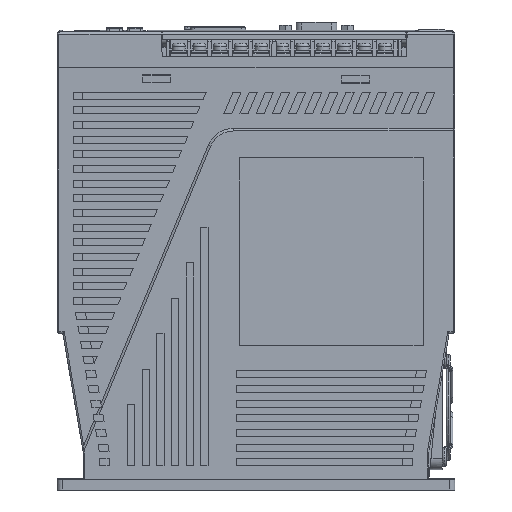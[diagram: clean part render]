
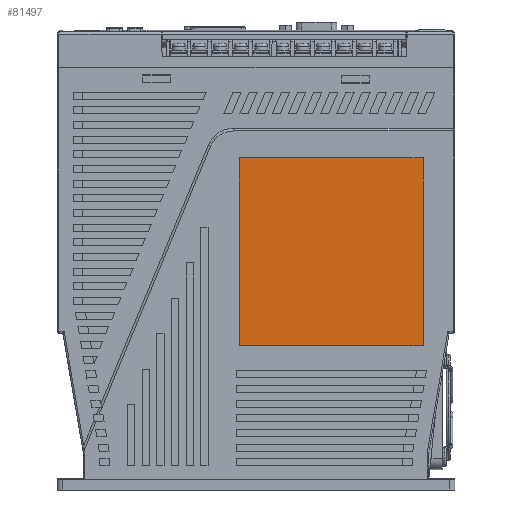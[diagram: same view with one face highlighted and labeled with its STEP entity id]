
A CAD part, front view. The second image highlights one B-rep face of the part: STEP entity #81497.
In plain terms, the highlighted planar face has unit normal (0, -1, 0).
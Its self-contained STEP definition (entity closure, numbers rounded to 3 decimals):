
#20762=DIRECTION('',(0.,0.,-1.));
#20763=VECTOR('',#20762,75.6);
#20764=CARTESIAN_POINT('',(-6.8,-17.3,59.6));
#20765=LINE('',#20764,#20763);
#20770=DIRECTION('',(-1.,0.,0.));
#20771=VECTOR('',#20770,74.);
#20772=CARTESIAN_POINT('',(67.2,-17.3,59.6));
#20773=LINE('',#20772,#20771);
#20778=DIRECTION('',(0.,0.,1.));
#20779=VECTOR('',#20778,75.6);
#20780=CARTESIAN_POINT('',(67.2,-17.3,-16.));
#20781=LINE('',#20780,#20779);
#20786=DIRECTION('',(1.,0.,0.));
#20787=VECTOR('',#20786,74.);
#20788=CARTESIAN_POINT('',(-6.8,-17.3,-16.));
#20789=LINE('',#20788,#20787);
#47773=CARTESIAN_POINT('',(-6.8,-17.3,59.6));
#47774=VERTEX_POINT('',#47773);
#47775=CARTESIAN_POINT('',(-6.8,-17.3,-16.));
#47776=VERTEX_POINT('',#47775);
#47777=CARTESIAN_POINT('',(67.2,-17.3,59.6));
#47778=VERTEX_POINT('',#47777);
#47779=CARTESIAN_POINT('',(67.2,-17.3,-16.));
#47780=VERTEX_POINT('',#47779);
#81486=CARTESIAN_POINT('',(0.,-17.3,0.));
#81487=DIRECTION('',(0.,-1.,0.));
#81488=DIRECTION('',(1.,0.,0.));
#81489=AXIS2_PLACEMENT_3D('',#81486,#81487,#81488);
#81490=PLANE('',#81489);
#81491=ORIENTED_EDGE('',*,*,#81438,.F.);
#81492=ORIENTED_EDGE('',*,*,#81453,.F.);
#81493=ORIENTED_EDGE('',*,*,#81467,.F.);
#81494=ORIENTED_EDGE('',*,*,#81480,.F.);
#81495=EDGE_LOOP('',(#81491,#81492,#81493,#81494));
#81496=FACE_OUTER_BOUND('',#81495,.F.);
#81497=ADVANCED_FACE('',(#81496),#81490,.T.);
#81438=EDGE_CURVE('',#47774,#47776,#20765,.T.);
#81453=EDGE_CURVE('',#47778,#47774,#20773,.T.);
#81467=EDGE_CURVE('',#47780,#47778,#20781,.T.);
#81480=EDGE_CURVE('',#47776,#47780,#20789,.T.);
